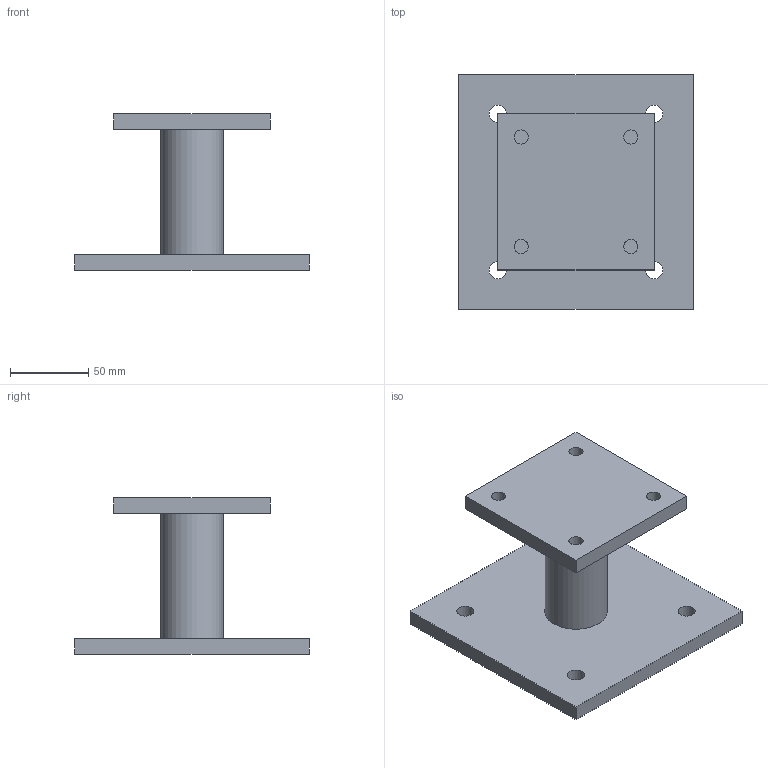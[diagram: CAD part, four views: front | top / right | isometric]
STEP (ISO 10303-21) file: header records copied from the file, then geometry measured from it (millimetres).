
FILE_DESCRIPTION(('FreeCAD Model'),'2;1');
FILE_NAME('pied_poteau_100.step', '2013-07-01T11:39:42',('FreeCAD'),('FreeCAD'), 'Open CASCADE STEP processor 6.5','FreeCAD','Unknown');
FILE_SCHEMA(('AUTOMOTIVE_DESIGN_CC2 { 1 2 10303 214 -1 1 5 4 }'));
Length unit declared in the file: millimetre
Products named in the file (1): Open CASCADE STEP translator 6.5 1
Bounding box: 150 x 150 x 100 mm (x, y, z)
Volume: 354845.1 mm3; surface area: 93434.9 mm2
Topology: 1 solids, 2 shells, 24 faces, 58 edges, 40 vertices
Faces by surface type: plane 14, cylinder 10
Full cylindrical faces by diameter (mm): 9 x4, 11 x4, 32 x1, 40 x1
Entity records: 1584 total; most frequent: CARTESIAN_POINT 383, DIRECTION 224, LINE 126, VECTOR 126, ORIENTED_EDGE 116, PCURVE 116, DEFINITIONAL_REPRESENTATION 116, EDGE_CURVE 58
